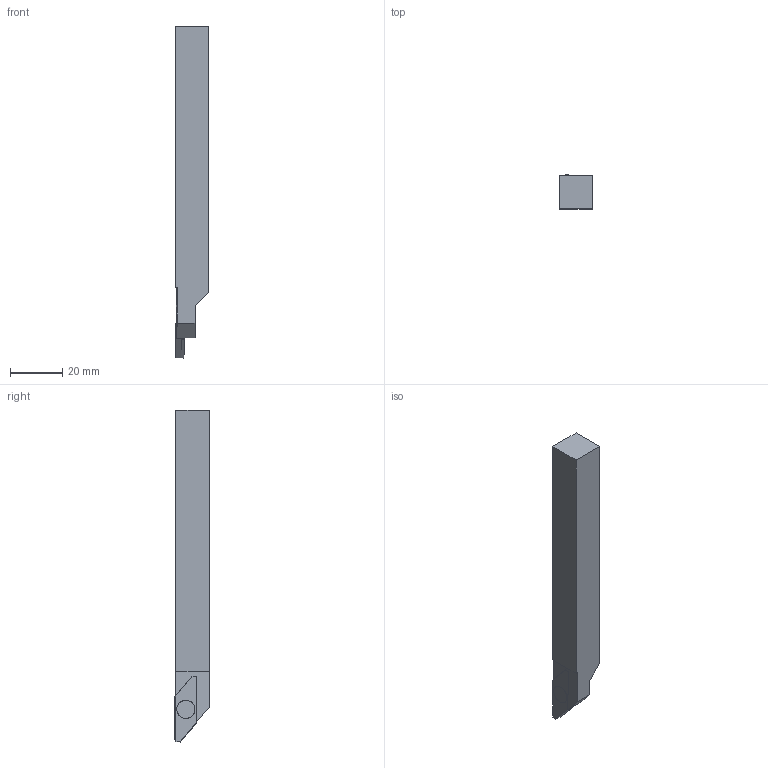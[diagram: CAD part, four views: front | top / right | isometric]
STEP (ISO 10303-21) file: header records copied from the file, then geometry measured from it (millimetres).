
FILE_DESCRIPTION(/* description */ (''),/* implementation_level */ '2;1');
FILE_NAME(/* name */ '1587694679377.stp',/* time_stamp */ '2020-04-24T07:48:26+05:00',/* author */ (''),/* organization */ ('SMS'),/* preprocessor_version */ 'ST-DEVELOPER v16.7',/* originating_system */ 'SIEMENS PLM Software NX 12.0',/* authorisation */ '');
FILE_SCHEMA (('AUTOMOTIVE_DESIGN { 1 0 10303 214 3 1 1 1 }'));
Length unit declared in the file: millimetre
Products named in the file (4): ASSEMBLY_CONSTRUCTION; CUT; 202853102mod000_00; 202853100mod000_00
Assembly tree (3 placements, depth 2):
  202853100mod000_00
    202853102mod000_00
    CUT
    ASSEMBLY_CONSTRUCTION
Bounding box: 12.71 x 13.1 x 127.05 mm (x, y, z)
Volume: 18163 mm3; surface area: 6734.4 mm2
Topology: 2 solids, 2 shells, 41 faces, 110 edges, 83 vertices
Faces by surface type: plane 32, cylinder 7, cone 2
Full cylindrical faces by diameter (mm): 4.9 x2
Entity records: 1434 total; most frequent: CARTESIAN_POINT 249, DIRECTION 217, ORIENTED_EDGE 202, EDGE_CURVE 101, LINE 83, VECTOR 83, VERTEX_POINT 69, AXIS2_PLACEMENT_3D 67
